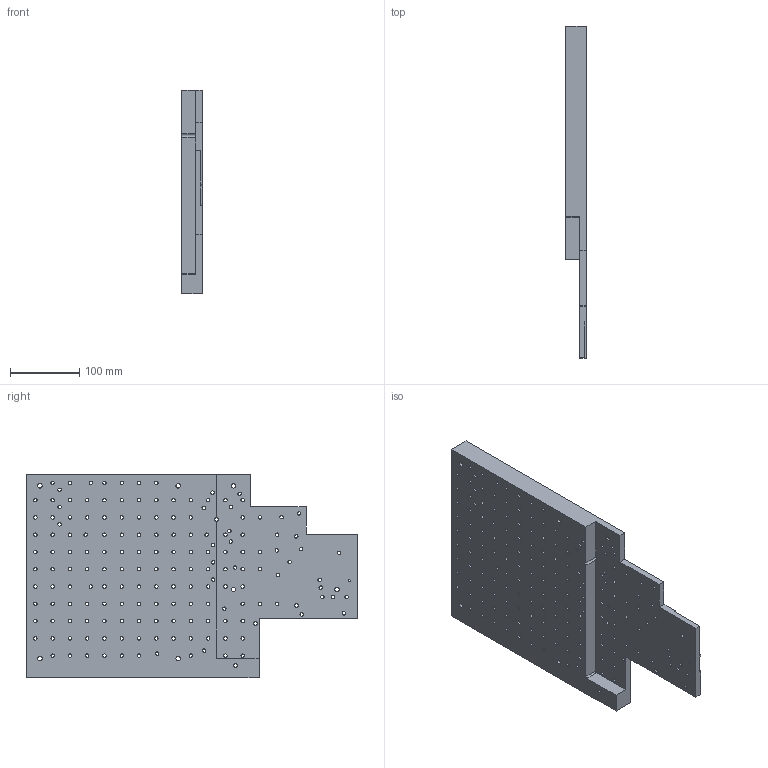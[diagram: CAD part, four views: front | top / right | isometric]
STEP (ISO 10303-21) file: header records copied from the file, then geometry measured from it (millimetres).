
FILE_DESCRIPTION (( 'STEP AP203' ), '1' );
FILE_NAME ('11_baseBoard.STEP', '2021-11-08T12:58:29', ( '' ), ( '' ), 'SwSTEP 2.0', 'SolidWorks 2020', '' );
FILE_SCHEMA (( 'CONFIG_CONTROL_DESIGN' ));
Length unit declared in the file: millimetre
Products named in the file (1): 11_baseBoard
Bounding box: 30 x 480 x 295 mm (x, y, z)
Volume: 2746197.9 mm3; surface area: 345284.5 mm2
Topology: 1 solids, 1 shells, 672 faces, 1952 edges, 1225 vertices
Faces by surface type: cylinder 466, plane 116, cone 90
Entity records: 22721 total; most frequent: DIRECTION 4202, CARTESIAN_POINT 3760, ORIENTED_EDGE 3724, EDGE_CURVE 1862, AXIS2_PLACEMENT_3D 1667, VERTEX_POINT 1225, EDGE_LOOP 1063, CIRCLE 994
